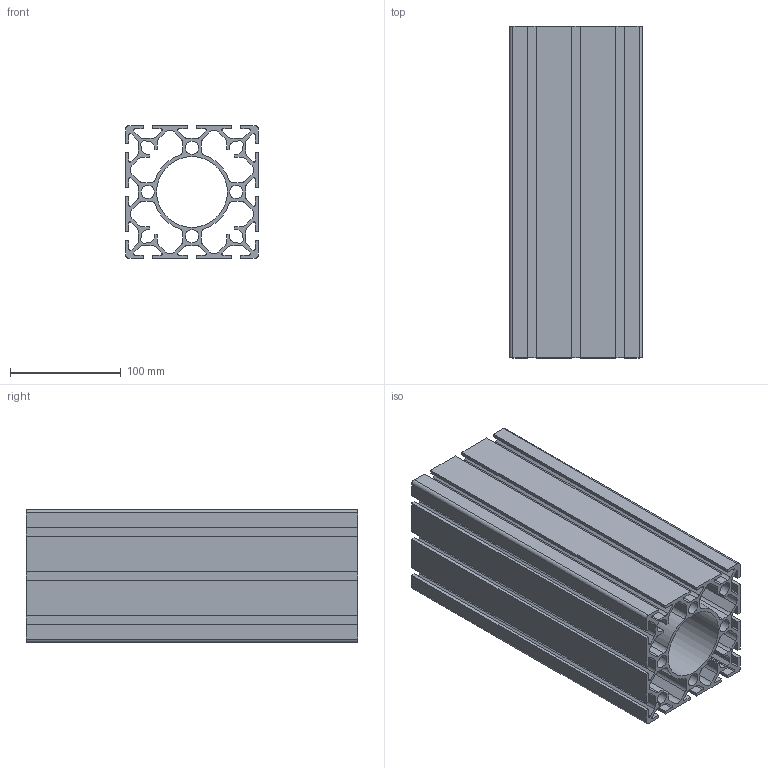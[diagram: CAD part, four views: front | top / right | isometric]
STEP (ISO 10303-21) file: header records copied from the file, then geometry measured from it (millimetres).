
FILE_DESCRIPTION (( 'STEP AP214' ), '1' );
FILE_NAME ('1727980270863.step', '2024-10-03T18:31:13', ( 'Windows User' ), ( '' ), 'SwSTEP 2.0', 'SolidWorks 2011', '' );
FILE_SCHEMA (( 'AUTOMOTIVE_DESIGN' ));
Length unit declared in the file: millimetre
Products named in the file (2): 1727980270863; 1.11.120120.123SPx300.00(1)
Assembly tree (1 placements, depth 2):
  1727980270863
    1.11.120120.123SPx300.00(1)
Bounding box: 120 x 300 x 120 mm (x, y, z)
Volume: 1092097.2 mm3; surface area: 645848.8 mm2
Topology: 1 solids, 1 shells, 310 faces, 924 edges, 616 vertices
Faces by surface type: cylinder 156, plane 154
Entity records: 10602 total; most frequent: DIRECTION 1864, CARTESIAN_POINT 1854, ORIENTED_EDGE 1848, EDGE_CURVE 924, AXIS2_PLACEMENT_3D 626, VERTEX_POINT 616, LINE 612, VECTOR 612
